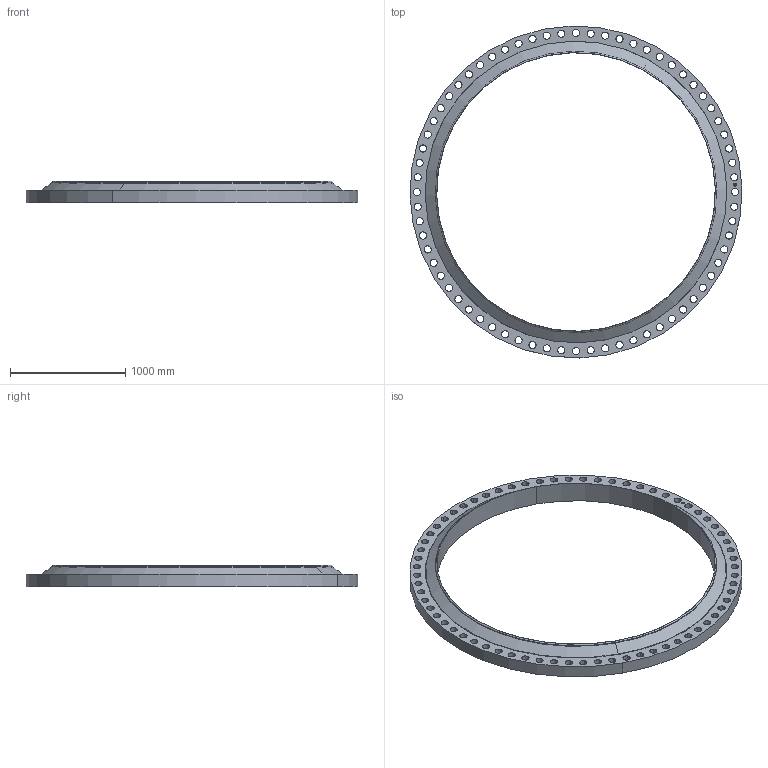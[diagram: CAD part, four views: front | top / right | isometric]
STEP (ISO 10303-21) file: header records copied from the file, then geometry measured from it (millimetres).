
FILE_DESCRIPTION(('3D STEP'),'2;1');
FILE_NAME('96-125-FF-WN-XH-B16.1-FLANGE.stp','2013-09-08T18:44:23+00:00',('Texas Flange'),(''),'CATIA Version 5 Release 20 SP 6 (IN-10)','CATIA V5 STEP AP214','800-826-3801');
FILE_SCHEMA(('AUTOMOTIVE_DESIGN { 1 0 10303 214 1 1 1 1 }'));
Length unit declared in the file: inch
Products named in the file (1): 96-125-FF-WN-XH-B16.1-FLANGE
Bounding box: 2875.75 x 2875.75 x 184.15 mm (x, y, z)
Volume: 213483644.3 mm3; surface area: 7466731.6 mm2
Topology: 1 solids, 1 shells, 536 faces, 1542 edges, 1026 vertices
Faces by surface type: plane 368, cylinder 162, cone 4, torus 2
Entity records: 19571 total; most frequent: ORIENTED_EDGE 3084, CARTESIAN_POINT 2997, DIRECTION 2398, EDGE_CURVE 1542, VECTOR 1210, LINE 1210, VERTEX_POINT 1026, AXIS2_PLACEMENT_3D 761
